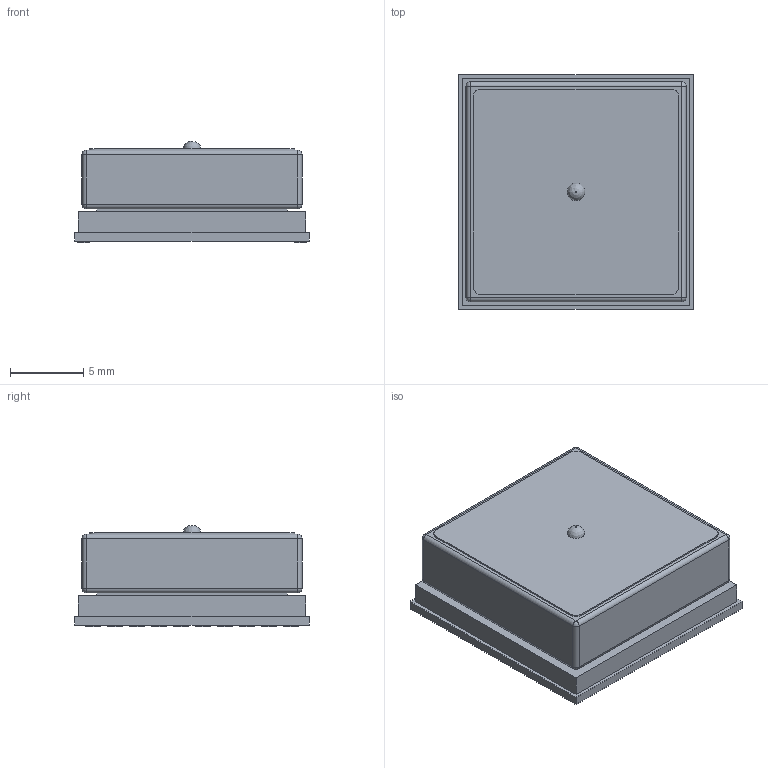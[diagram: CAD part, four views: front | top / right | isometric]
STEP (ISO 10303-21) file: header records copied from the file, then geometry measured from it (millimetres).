
FILE_DESCRIPTION(/* description */ (''),/* implementation_level */ '2;1');
FILE_NAME(/* name */ 'AdafruitGPS v2.step',/* time_stamp */ '2022-01-06T22:11:09+02:00',/* author */ (''),/* organization */ (''),/* preprocessor_version */ 'ST-DEVELOPER v18.1',/* originating_system */ 'Autodesk Translation Framework v10.10.0.1391',/* authorisation */ '');
FILE_SCHEMA (('AUTOMOTIVE_DESIGN { 1 0 10303 214 3 1 1 }'));
Length unit declared in the file: millimetre
Products named in the file (5): AdafruitGPS; Antenna; Shield; PCB; Pads
Assembly tree (4 placements, depth 2):
  AdafruitGPS
    Antenna
    Shield
    PCB
    Pads
Bounding box: 16 x 16 x 6.9 mm (x, y, z)
Volume: 1442.7 mm3; surface area: 1846.1 mm2
Topology: 23 solids, 23 shells, 174 faces, 351 edges, 226 vertices
Faces by surface type: plane 149, cylinder 16, sphere 8, bspline 1
Entity records: 4640 total; most frequent: CARTESIAN_POINT 787, DIRECTION 752, ORIENTED_EDGE 702, EDGE_CURVE 351, LINE 316, VECTOR 316, VERTEX_POINT 226, AXIS2_PLACEMENT_3D 218
